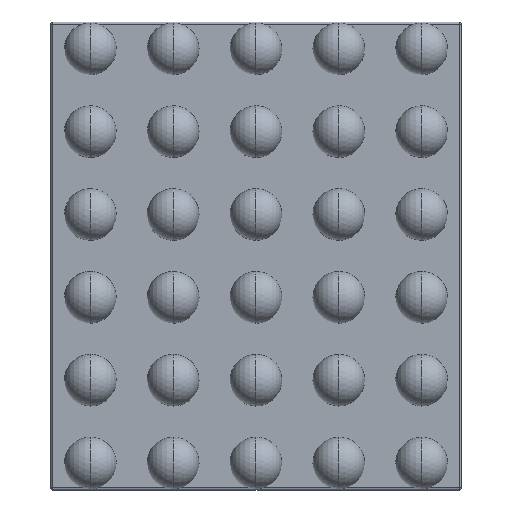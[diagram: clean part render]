
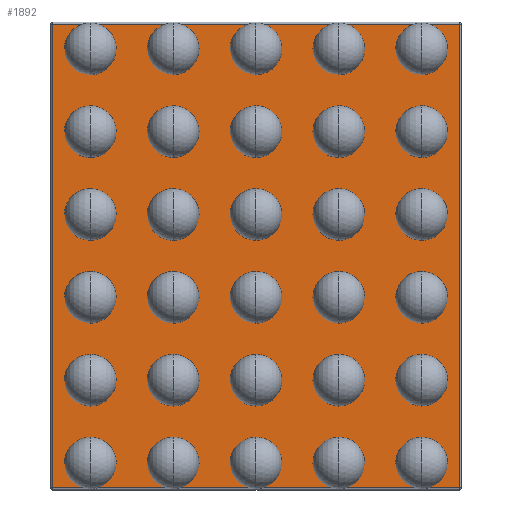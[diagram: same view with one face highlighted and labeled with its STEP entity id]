
A CAD part, front view. The second image highlights one B-rep face of the part: STEP entity #1892.
In plain terms, the highlighted planar face has unit normal (0, -1, 0).
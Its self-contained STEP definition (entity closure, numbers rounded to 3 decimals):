
#244 = EDGE_CURVE ( 'NONE', #4434, #3826, #4049, .T. ) ;
#249 = CARTESIAN_POINT ( 'NONE',  ( -0.98, 0.17, 1.12 ) ) ;
#264 = CARTESIAN_POINT ( 'NONE',  ( -0.981, 0.17, -1.12 ) ) ;
#308 = VECTOR ( 'NONE', #4084, 1000. ) ;
#337 = CARTESIAN_POINT ( 'NONE',  ( 0., 0.17, 1.12 ) ) ;
#439 = FACE_OUTER_BOUND ( 'NONE', #2707, .T. ) ;
#629 = CARTESIAN_POINT ( 'NONE',  ( 0., 0.17, -1.12 ) ) ;
#831 = EDGE_CURVE ( 'NONE', #3826, #2147, #2165, .T. ) ;
#913 = EDGE_CURVE ( 'NONE', #3767, #4434, #2302, .T. ) ;
#936 = CARTESIAN_POINT ( 'NONE',  ( 0.981, 0.17, 0. ) ) ;
#1173 = VECTOR ( 'NONE', #2808, 1000. ) ;
#1531 = DIRECTION ( 'NONE',  ( 0., 0., -1. ) ) ;
#1775 = VECTOR ( 'NONE', #2375, 1000. ) ;
#1892 = ADVANCED_FACE ( 'NONE', ( #439 ), #3217, .F. ) ;
#2128 = AXIS2_PLACEMENT_3D ( 'NONE', #2518, #2475, #4206 ) ;
#2143 = ORIENTED_EDGE ( 'NONE', *, *, #831, .T. ) ;
#2147 = VERTEX_POINT ( 'NONE', #2260 ) ;
#2165 = LINE ( 'NONE', #936, #308 ) ;
#2260 = CARTESIAN_POINT ( 'NONE',  ( 0.981, 0.17, 1.12 ) ) ;
#2302 = LINE ( 'NONE', #2899, #2684 ) ;
#2375 = DIRECTION ( 'NONE',  ( 1., 0., 0. ) ) ;
#2475 = DIRECTION ( 'NONE',  ( 0., 1., 0. ) ) ;
#2518 = CARTESIAN_POINT ( 'NONE',  ( 0., 0.17, 0. ) ) ;
#2684 = VECTOR ( 'NONE', #1531, 1000. ) ;
#2685 = CARTESIAN_POINT ( 'NONE',  ( 0.981, 0.17, -1.12 ) ) ;
#2707 = EDGE_LOOP ( 'NONE', ( #2782, #3945, #2143, #2827 ) ) ;
#2740 = LINE ( 'NONE', #337, #1173 ) ;
#2782 = ORIENTED_EDGE ( 'NONE', *, *, #913, .T. ) ;
#2808 = DIRECTION ( 'NONE',  ( -1., 0., 0. ) ) ;
#2827 = ORIENTED_EDGE ( 'NONE', *, *, #3941, .T. ) ;
#2899 = CARTESIAN_POINT ( 'NONE',  ( -0.98, 0.17, 0. ) ) ;
#3217 = PLANE ( 'NONE',  #2128 ) ;
#3767 = VERTEX_POINT ( 'NONE', #249 ) ;
#3826 = VERTEX_POINT ( 'NONE', #2685 ) ;
#3941 = EDGE_CURVE ( 'NONE', #2147, #3767, #2740, .T. ) ;
#3945 = ORIENTED_EDGE ( 'NONE', *, *, #244, .T. ) ;
#4049 = LINE ( 'NONE', #629, #1775 ) ;
#4084 = DIRECTION ( 'NONE',  ( 0., 0., 1. ) ) ;
#4206 = DIRECTION ( 'NONE',  ( 0., 0., 1. ) ) ;
#4434 = VERTEX_POINT ( 'NONE', #264 ) ;
